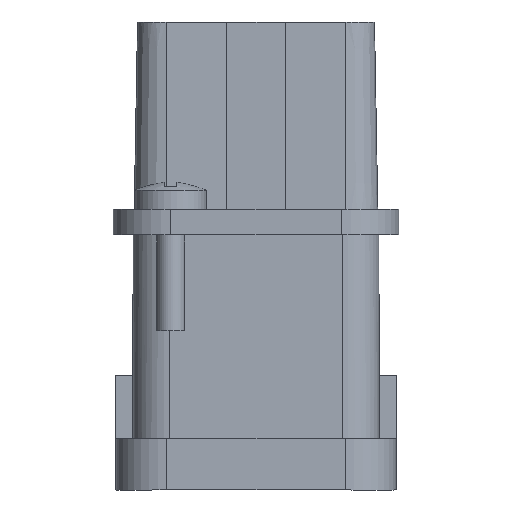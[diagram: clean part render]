
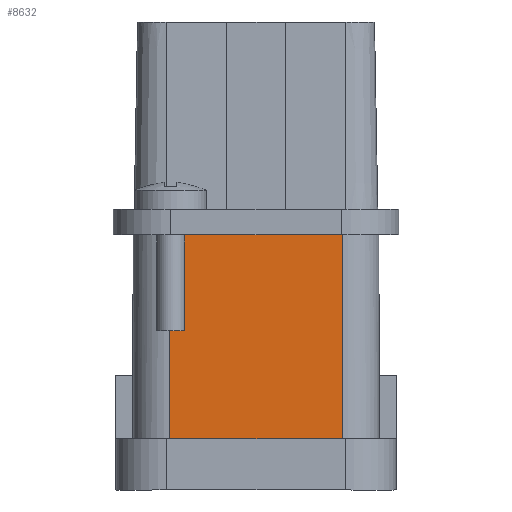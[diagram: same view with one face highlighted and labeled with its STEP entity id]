
A CAD part, left-side view. The second image highlights one B-rep face of the part: STEP entity #8632.
In plain terms, the highlighted planar face has unit normal (-1, 0, 0).
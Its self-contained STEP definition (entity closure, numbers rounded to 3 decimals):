
#7533=FACE_OUTER_BOUND('',#11018,.T.);
#8632=ADVANCED_FACE('',(#7533),#9694,.F.);
#9694=PLANE('',#34052);
#11018=EDGE_LOOP('',(#13157,#13158,#13159,#13160));
#13157=ORIENTED_EDGE('',*,*,#20987,.F.);
#13158=ORIENTED_EDGE('',*,*,#20988,.T.);
#13159=ORIENTED_EDGE('',*,*,#20984,.T.);
#13160=ORIENTED_EDGE('',*,*,#20989,.F.);
#18944=VERTEX_POINT('',#44324);
#18945=VERTEX_POINT('',#44326);
#18947=VERTEX_POINT('',#44332);
#18948=VERTEX_POINT('',#44333);
#20984=EDGE_CURVE('',#18945,#18944,#27362,.T.);
#20987=EDGE_CURVE('',#18947,#18948,#27364,.T.);
#20988=EDGE_CURVE('',#18947,#18945,#27365,.T.);
#20989=EDGE_CURVE('',#18948,#18944,#27366,.T.);
#27362=LINE('',#44325,#29299);
#27364=LINE('',#44331,#29301);
#27365=LINE('',#44334,#29302);
#27366=LINE('',#44335,#29303);
#29299=VECTOR('',#35708,1.);
#29301=VECTOR('',#35714,1.);
#29302=VECTOR('',#35715,1.);
#29303=VECTOR('',#35716,1.);
#34052=AXIS2_PLACEMENT_3D('',#44336,#35717,#35718);
#35708=DIRECTION('',(0.,0.,1.));
#35714=DIRECTION('',(0.,0.,1.));
#35715=DIRECTION('',(0.,-1.,0.));
#35716=DIRECTION('',(0.,-1.,0.));
#35717=DIRECTION('',(1.,0.,0.));
#35718=DIRECTION('',(0.,-1.,0.));
#44324=CARTESIAN_POINT('',(13.566,24.618,-12.639));
#44325=CARTESIAN_POINT('',(13.566,24.618,-28.639));
#44326=CARTESIAN_POINT('',(13.566,24.618,-28.639));
#44331=CARTESIAN_POINT('',(13.566,38.118,-28.639));
#44332=CARTESIAN_POINT('',(13.566,38.118,-28.639));
#44333=CARTESIAN_POINT('',(13.566,38.118,-12.639));
#44334=CARTESIAN_POINT('',(13.566,38.118,-28.639));
#44335=CARTESIAN_POINT('',(13.566,38.118,-12.639));
#44336=CARTESIAN_POINT('',(13.566,38.118,-12.639));
